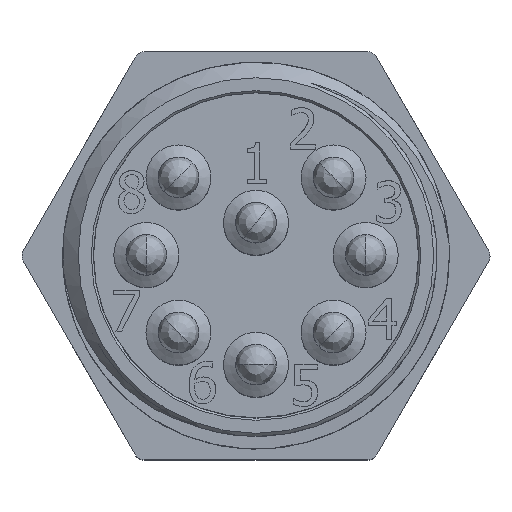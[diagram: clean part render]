
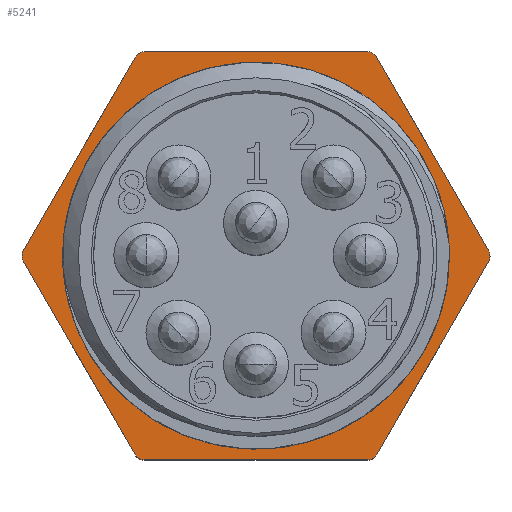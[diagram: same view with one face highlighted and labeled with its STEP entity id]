
A CAD part, top view. The second image highlights one B-rep face of the part: STEP entity #5241.
In plain terms, the highlighted planar face has unit normal (0, 0, 1).
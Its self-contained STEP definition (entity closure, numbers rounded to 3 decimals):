
#174=FACE_BOUND($,#1534,.T.);
#274=CIRCLE($,#5603,0.508);
#296=CIRCLE($,#5636,9.22);
#312=CIRCLE($,#5683,0.508);
#313=CIRCLE($,#5684,0.508);
#314=CIRCLE($,#5685,0.508);
#315=CIRCLE($,#5686,0.508);
#316=CIRCLE($,#5687,0.508);
#1152=FACE_OUTER_BOUND($,#1533,.T.);
#1533=EDGE_LOOP($,(#3858,#3859,#3860,#3861,#3862,#3863,#3864,#3865,#3866,
#3867,#3868,#3869));
#1534=EDGE_LOOP($,(#3870));
#1915=LINE($,#8974,#2202);
#1917=LINE($,#8978,#2204);
#1920=LINE($,#8984,#2207);
#1923=LINE($,#8990,#2210);
#1926=LINE($,#8996,#2213);
#1928=LINE($,#9001,#2215);
#2202=VECTOR($,#6203,10.925);
#2204=VECTOR($,#6207,10.925);
#2207=VECTOR($,#6212,10.925);
#2210=VECTOR($,#6217,10.925);
#2213=VECTOR($,#6222,10.925);
#2215=VECTOR($,#6226,10.925);
#2508=VERTEX_POINT($,#8571);
#2509=VERTEX_POINT($,#8573);
#2531=VERTEX_POINT($,#8629);
#2576=VERTEX_POINT($,#8973);
#2577=VERTEX_POINT($,#8977);
#2578=VERTEX_POINT($,#8981);
#2579=VERTEX_POINT($,#8983);
#2580=VERTEX_POINT($,#8987);
#2581=VERTEX_POINT($,#8989);
#2582=VERTEX_POINT($,#8993);
#2583=VERTEX_POINT($,#8995);
#2584=VERTEX_POINT($,#8999);
#2585=VERTEX_POINT($,#9000);
#3017=EDGE_CURVE($,#2509,#2508,#274,.T.);
#3040=EDGE_CURVE($,#2531,#2531,#296,.T.);
#3090=EDGE_CURVE($,#2508,#2576,#1915,.T.);
#3092=EDGE_CURVE($,#2577,#2509,#1917,.T.);
#3095=EDGE_CURVE($,#2579,#2578,#1920,.T.);
#3098=EDGE_CURVE($,#2581,#2580,#1923,.T.);
#3101=EDGE_CURVE($,#2583,#2582,#1926,.T.);
#3103=EDGE_CURVE($,#2584,#2585,#1928,.T.);
#3106=EDGE_CURVE($,#2576,#2584,#312,.T.);
#3107=EDGE_CURVE($,#2585,#2583,#313,.T.);
#3108=EDGE_CURVE($,#2582,#2581,#314,.T.);
#3109=EDGE_CURVE($,#2580,#2579,#315,.T.);
#3110=EDGE_CURVE($,#2578,#2577,#316,.T.);
#3858=ORIENTED_EDGE($,*,*,#3092,.T.);
#3859=ORIENTED_EDGE($,*,*,#3017,.T.);
#3860=ORIENTED_EDGE($,*,*,#3090,.T.);
#3861=ORIENTED_EDGE($,*,*,#3106,.T.);
#3862=ORIENTED_EDGE($,*,*,#3103,.T.);
#3863=ORIENTED_EDGE($,*,*,#3107,.T.);
#3864=ORIENTED_EDGE($,*,*,#3101,.T.);
#3865=ORIENTED_EDGE($,*,*,#3108,.T.);
#3866=ORIENTED_EDGE($,*,*,#3098,.T.);
#3867=ORIENTED_EDGE($,*,*,#3109,.T.);
#3868=ORIENTED_EDGE($,*,*,#3095,.T.);
#3869=ORIENTED_EDGE($,*,*,#3110,.T.);
#3870=ORIENTED_EDGE($,*,*,#3040,.T.);
#5063=PLANE($,#5682);
#5241=ADVANCED_FACE($,(#1152,#174),#5063,.T.);
#5603=AXIS2_PLACEMENT_3D($,#8574,#6066,#6067);
#5636=AXIS2_PLACEMENT_3D($,#8630,#6133,#6134);
#5682=AXIS2_PLACEMENT_3D($,#9010,#6241,#6242);
#5683=AXIS2_PLACEMENT_3D($,#9011,#6243,#6244);
#5684=AXIS2_PLACEMENT_3D($,#9012,#6245,#6246);
#5685=AXIS2_PLACEMENT_3D($,#9013,#6247,#6248);
#5686=AXIS2_PLACEMENT_3D($,#9014,#6249,#6250);
#5687=AXIS2_PLACEMENT_3D($,#9015,#6251,#6252);
#6066=DIRECTION('center_axis',(0.,0.,1.));
#6067=DIRECTION('ref_axis',(1.,0.,0.));
#6133=DIRECTION('center_axis',(0.,0.,-1.));
#6134=DIRECTION('ref_axis',(1.,0.,0.));
#6203=DIRECTION($,(-0.5,0.866,0.));
#6207=DIRECTION($,(0.5,0.866,0.));
#6212=DIRECTION($,(1.,0.,0.));
#6217=DIRECTION($,(0.5,-0.866,0.));
#6222=DIRECTION($,(-0.5,-0.866,0.));
#6226=DIRECTION($,(-1.,0.,0.));
#6241=DIRECTION('center_axis',(0.,0.,1.));
#6242=DIRECTION('ref_axis',(1.,0.,0.));
#6243=DIRECTION('center_axis',(0.,0.,1.));
#6244=DIRECTION('ref_axis',(1.,0.,0.));
#6245=DIRECTION('center_axis',(0.,0.,1.));
#6246=DIRECTION('ref_axis',(1.,0.,0.));
#6247=DIRECTION('center_axis',(0.,0.,1.));
#6248=DIRECTION('ref_axis',(1.,0.,0.));
#6249=DIRECTION('center_axis',(0.,0.,1.));
#6250=DIRECTION('ref_axis',(1.,0.,0.));
#6251=DIRECTION('center_axis',(0.,0.,1.));
#6252=DIRECTION('ref_axis',(1.,0.,0.));
#8571=CARTESIAN_POINT('',(11.365,0.254,-9.525));
#8573=CARTESIAN_POINT('',(11.365,-0.254,-9.525));
#8574=CARTESIAN_POINT('Origin',(10.925,0.,
-9.525));
#8629=CARTESIAN_POINT('',(9.22,0.,-9.525));
#8630=CARTESIAN_POINT('Origin',(0.,0.,-9.525));
#8973=CARTESIAN_POINT('',(5.903,9.716,-9.525));
#8974=CARTESIAN_POINT($,(11.365,0.254,-9.525));
#8977=CARTESIAN_POINT('',(5.903,-9.716,-9.525));
#8978=CARTESIAN_POINT($,(5.903,-9.716,-9.525));
#8981=CARTESIAN_POINT('',(5.463,-9.97,-9.525));
#8983=CARTESIAN_POINT('',(-5.463,-9.97,-9.525));
#8984=CARTESIAN_POINT($,(-5.463,-9.97,-9.525));
#8987=CARTESIAN_POINT('',(-5.903,-9.716,-9.525));
#8989=CARTESIAN_POINT('',(-11.365,-0.254,-9.525));
#8990=CARTESIAN_POINT($,(-11.365,-0.254,-9.525));
#8993=CARTESIAN_POINT('',(-11.365,0.254,-9.525));
#8995=CARTESIAN_POINT('',(-5.903,9.716,-9.525));
#8996=CARTESIAN_POINT($,(-5.903,9.716,-9.525));
#8999=CARTESIAN_POINT('',(5.463,9.97,-9.525));
#9000=CARTESIAN_POINT('',(-5.463,9.97,-9.525));
#9001=CARTESIAN_POINT($,(5.463,9.97,-9.525));
#9010=CARTESIAN_POINT('Origin',(0.,0.,-9.525));
#9011=CARTESIAN_POINT('Origin',(5.463,9.462,-9.525));
#9012=CARTESIAN_POINT('Origin',(-5.463,9.462,-9.525));
#9013=CARTESIAN_POINT('Origin',(-10.925,0.,
-9.525));
#9014=CARTESIAN_POINT('Origin',(-5.463,-9.462,-9.525));
#9015=CARTESIAN_POINT('Origin',(5.463,-9.462,-9.525));
